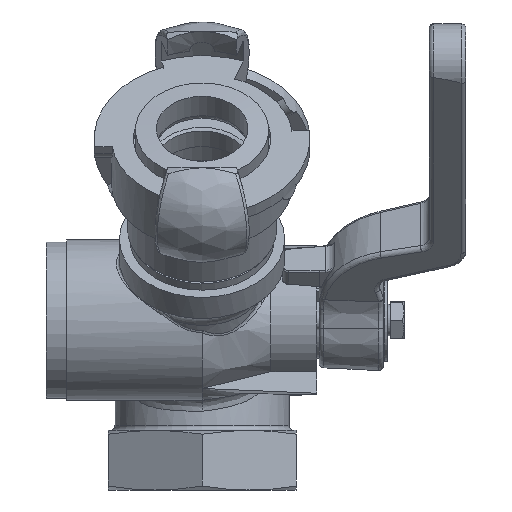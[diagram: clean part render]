
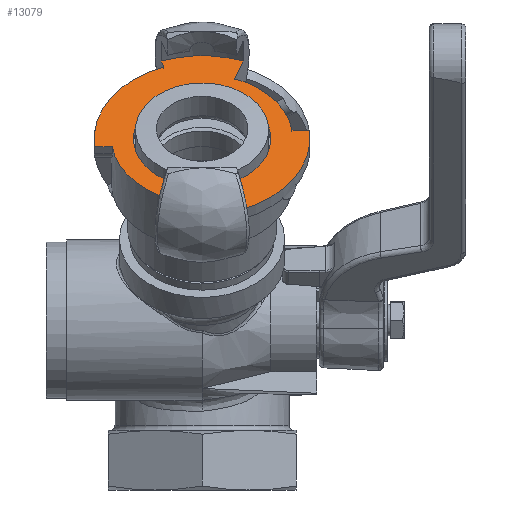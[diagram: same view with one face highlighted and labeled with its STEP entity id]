
A CAD part, left-side view. The second image highlights one B-rep face of the part: STEP entity #13079.
In plain terms, the highlighted planar face has unit normal (-0.707, 0, 0.707).
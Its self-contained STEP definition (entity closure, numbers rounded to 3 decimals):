
#888=FACE_BOUND('',#2594,.T.);
#1146=PLANE('',#14365);
#1807=FACE_OUTER_BOUND('',#2593,.T.);
#2593=EDGE_LOOP('',(#10931,#10932,#10933,#10934,#10935,#10936,#10937,#10938,
#10939,#10940,#10941,#10942));
#2594=EDGE_LOOP('',(#10943,#10944));
#3341=LINE('',#26003,#4069);
#3342=LINE('',#26007,#4070);
#3343=LINE('',#26010,#4071);
#3344=LINE('',#26012,#4072);
#3345=LINE('',#26016,#4073);
#3346=LINE('',#26019,#4074);
#4069=VECTOR('',#17492,10.);
#4070=VECTOR('',#17495,10.);
#4071=VECTOR('',#17498,10.);
#4072=VECTOR('',#17499,10.);
#4073=VECTOR('',#17502,10.);
#4074=VECTOR('',#17505,10.);
#4608=CIRCLE('',#14352,19.75);
#4611=CIRCLE('',#14356,19.75);
#4618=CIRCLE('',#14366,25.5);
#4619=CIRCLE('',#14367,23.497);
#4620=CIRCLE('',#14368,25.5);
#4621=CIRCLE('',#14369,23.5);
#4622=CIRCLE('',#14370,15.);
#4623=CIRCLE('',#14371,15.);
#5729=VERTEX_POINT('',#25886);
#5730=VERTEX_POINT('',#25888);
#5736=VERTEX_POINT('',#25936);
#5737=VERTEX_POINT('',#25938);
#5747=VERTEX_POINT('',#26002);
#5748=VERTEX_POINT('',#26004);
#5749=VERTEX_POINT('',#26006);
#5750=VERTEX_POINT('',#26008);
#5751=VERTEX_POINT('',#26011);
#5752=VERTEX_POINT('',#26013);
#5753=VERTEX_POINT('',#26015);
#5754=VERTEX_POINT('',#26017);
#5755=VERTEX_POINT('',#26020);
#5756=VERTEX_POINT('',#26021);
#7493=EDGE_CURVE('',#5729,#5730,#4608,.T.);
#7501=EDGE_CURVE('',#5736,#5737,#4611,.T.);
#7513=EDGE_CURVE('',#5747,#5736,#3341,.T.);
#7514=EDGE_CURVE('',#5748,#5747,#4618,.T.);
#7515=EDGE_CURVE('',#5749,#5748,#3342,.T.);
#7516=EDGE_CURVE('',#5749,#5750,#4619,.T.);
#7517=EDGE_CURVE('',#5750,#5730,#3343,.T.);
#7518=EDGE_CURVE('',#5751,#5729,#3344,.T.);
#7519=EDGE_CURVE('',#5752,#5751,#4620,.T.);
#7520=EDGE_CURVE('',#5753,#5752,#3345,.T.);
#7521=EDGE_CURVE('',#5753,#5754,#4621,.T.);
#7522=EDGE_CURVE('',#5754,#5737,#3346,.T.);
#7523=EDGE_CURVE('',#5755,#5756,#4622,.T.);
#7524=EDGE_CURVE('',#5756,#5755,#4623,.T.);
#10931=ORIENTED_EDGE('',*,*,#7513,.F.);
#10932=ORIENTED_EDGE('',*,*,#7514,.F.);
#10933=ORIENTED_EDGE('',*,*,#7515,.F.);
#10934=ORIENTED_EDGE('',*,*,#7516,.T.);
#10935=ORIENTED_EDGE('',*,*,#7517,.T.);
#10936=ORIENTED_EDGE('',*,*,#7493,.F.);
#10937=ORIENTED_EDGE('',*,*,#7518,.F.);
#10938=ORIENTED_EDGE('',*,*,#7519,.F.);
#10939=ORIENTED_EDGE('',*,*,#7520,.F.);
#10940=ORIENTED_EDGE('',*,*,#7521,.T.);
#10941=ORIENTED_EDGE('',*,*,#7522,.T.);
#10942=ORIENTED_EDGE('',*,*,#7501,.F.);
#10943=ORIENTED_EDGE('',*,*,#7523,.T.);
#10944=ORIENTED_EDGE('',*,*,#7524,.T.);
#13079=ADVANCED_FACE('',(#1807,#888),#1146,.F.);
#14352=AXIS2_PLACEMENT_3D('',#25889,#17459,#17460);
#14356=AXIS2_PLACEMENT_3D('',#25939,#17470,#17471);
#14365=AXIS2_PLACEMENT_3D('',#26001,#17490,#17491);
#14366=AXIS2_PLACEMENT_3D('',#26005,#17493,#17494);
#14367=AXIS2_PLACEMENT_3D('',#26009,#17496,#17497);
#14368=AXIS2_PLACEMENT_3D('',#26014,#17500,#17501);
#14369=AXIS2_PLACEMENT_3D('',#26018,#17503,#17504);
#14370=AXIS2_PLACEMENT_3D('',#26022,#17506,#17507);
#14371=AXIS2_PLACEMENT_3D('',#26023,#17508,#17509);
#17459=DIRECTION('center_axis',(0.707,0.,-0.707));
#17460=DIRECTION('ref_axis',(0.707,0.,0.707));
#17470=DIRECTION('center_axis',(0.707,0.,-0.707));
#17471=DIRECTION('ref_axis',(0.707,0.,0.707));
#17490=DIRECTION('center_axis',(0.707,0.,-0.707));
#17491=DIRECTION('ref_axis',(0.707,0.,0.707));
#17492=DIRECTION('',(0.67,-0.319,0.67));
#17493=DIRECTION('center_axis',(0.707,0.,-0.707));
#17494=DIRECTION('ref_axis',(0.,1.,0.));
#17495=DIRECTION('',(-0.67,-0.319,-0.67));
#17496=DIRECTION('center_axis',(-0.707,0.,0.707));
#17497=DIRECTION('ref_axis',(-0.662,-0.353,-0.662));
#17498=DIRECTION('',(0.,1.,0.));
#17499=DIRECTION('',(-0.67,0.319,-0.67));
#17500=DIRECTION('center_axis',(0.707,0.,-0.707));
#17501=DIRECTION('ref_axis',(0.,1.,0.));
#17502=DIRECTION('',(0.67,0.319,0.67));
#17503=DIRECTION('center_axis',(-0.707,0.,0.707));
#17504=DIRECTION('ref_axis',(0.662,0.353,0.662));
#17505=DIRECTION('',(0.,-1.,0.));
#17506=DIRECTION('center_axis',(0.707,0.,-0.707));
#17507=DIRECTION('ref_axis',(0.,1.,0.));
#17508=DIRECTION('center_axis',(0.707,0.,-0.707));
#17509=DIRECTION('ref_axis',(0.,1.,0.));
#25886=CARTESIAN_POINT('',(-50.608,-7.101,89.63));
#25888=CARTESIAN_POINT('',(-61.872,-19.591,78.366));
#25889=CARTESIAN_POINT('Origin',(-63.64,0.,
76.598));
#25936=CARTESIAN_POINT('',(-76.671,7.101,63.566));
#25938=CARTESIAN_POINT('',(-65.407,19.591,74.83));
#25939=CARTESIAN_POINT('Origin',(-63.64,0.,
76.598));
#26001=CARTESIAN_POINT('Origin',(-63.64,12.75,76.598));
#26002=CARTESIAN_POINT('',(-80.527,8.937,59.71));
#26003=CARTESIAN_POINT('',(-74.992,6.301,65.246));
#26004=CARTESIAN_POINT('',(-80.527,-8.937,59.71));
#26005=CARTESIAN_POINT('Origin',(-63.64,0.,
76.598));
#26006=CARTESIAN_POINT('',(-79.184,-8.298,61.053));
#26007=CARTESIAN_POINT('',(-68.696,-3.302,71.541));
#26008=CARTESIAN_POINT('',(-61.872,-23.364,78.366));
#26009=CARTESIAN_POINT('Origin',(-63.64,0.,
76.598));
#26010=CARTESIAN_POINT('',(-61.872,0.,78.366));
#26011=CARTESIAN_POINT('',(-46.752,-8.937,93.485));
#26012=CARTESIAN_POINT('',(-55.015,-5.002,85.223));
#26013=CARTESIAN_POINT('',(-46.752,8.937,93.485));
#26014=CARTESIAN_POINT('Origin',(-63.64,0.,
76.598));
#26015=CARTESIAN_POINT('',(-48.093,8.299,92.144));
#26016=CARTESIAN_POINT('',(-55.856,4.601,84.382));
#26017=CARTESIAN_POINT('',(-65.407,23.367,74.83));
#26018=CARTESIAN_POINT('Origin',(-63.64,0.,
76.598));
#26019=CARTESIAN_POINT('',(-65.407,0.,74.83));
#26020=CARTESIAN_POINT('',(-63.64,15.,76.598));
#26021=CARTESIAN_POINT('',(-63.64,-15.,76.598));
#26022=CARTESIAN_POINT('Origin',(-63.64,0.,
76.598));
#26023=CARTESIAN_POINT('Origin',(-63.64,0.,
76.598));
